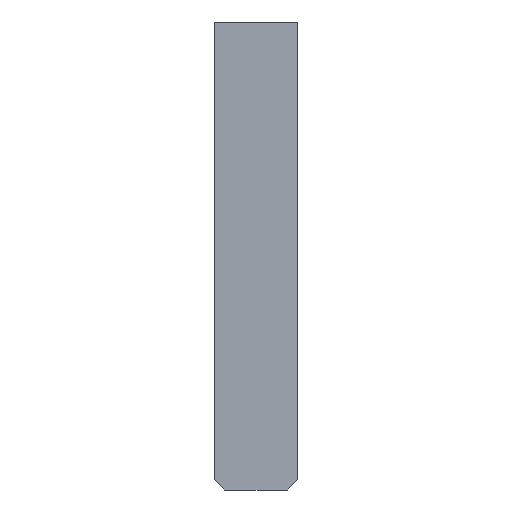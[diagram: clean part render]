
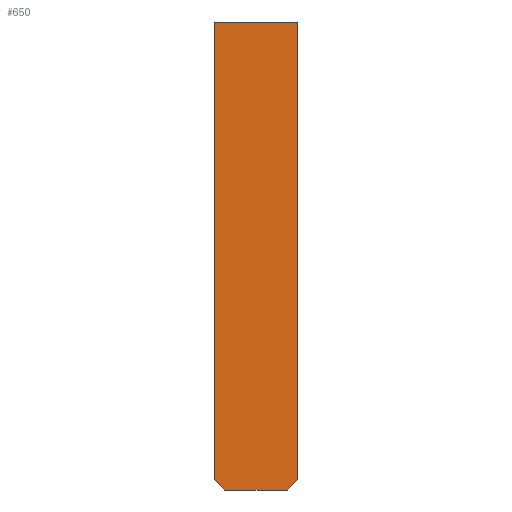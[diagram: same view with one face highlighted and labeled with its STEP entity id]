
A CAD part, left-side view. The second image highlights one B-rep face of the part: STEP entity #650.
In plain terms, the highlighted planar face has unit normal (-1, 0, 0).
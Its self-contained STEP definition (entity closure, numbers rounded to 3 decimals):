
#2 = EDGE_CURVE ( 'NONE', #392, #323, #1046, .T. ) ;
#13 = VECTOR ( 'NONE', #445, 1000. ) ;
#43 = CARTESIAN_POINT ( 'NONE',  ( -30., 8., -22.5 ) ) ;
#64 = DIRECTION ( 'NONE',  ( 0., 0., -1. ) ) ;
#68 = LINE ( 'NONE', #552, #123 ) ;
#85 = CARTESIAN_POINT ( 'NONE',  ( -30., 8., 22.5 ) ) ;
#90 = VERTEX_POINT ( 'NONE', #669 ) ;
#99 = VERTEX_POINT ( 'NONE', #108 ) ;
#108 = CARTESIAN_POINT ( 'NONE',  ( -30., 0., -21.5 ) ) ;
#112 = ORIENTED_EDGE ( 'NONE', *, *, #1187, .T. ) ;
#123 = VECTOR ( 'NONE', #929, 1000. ) ;
#137 = CARTESIAN_POINT ( 'NONE',  ( -30., 7., -22.5 ) ) ;
#156 = VECTOR ( 'NONE', #1218, 1000. ) ;
#175 = ORIENTED_EDGE ( 'NONE', *, *, #1115, .F. ) ;
#221 = VERTEX_POINT ( 'NONE', #981 ) ;
#222 = ORIENTED_EDGE ( 'NONE', *, *, #2, .T. ) ;
#242 = DIRECTION ( 'NONE',  ( 0., -1., 0. ) ) ;
#250 = CARTESIAN_POINT ( 'NONE',  ( -30., 8., -21.5 ) ) ;
#268 = CARTESIAN_POINT ( 'NONE',  ( -30., 1., -22.5 ) ) ;
#296 = LINE ( 'NONE', #85, #1024 ) ;
#319 = EDGE_CURVE ( 'NONE', #323, #221, #614, .T. ) ;
#323 = VERTEX_POINT ( 'NONE', #137 ) ;
#390 = ORIENTED_EDGE ( 'NONE', *, *, #668, .T. ) ;
#392 = VERTEX_POINT ( 'NONE', #250 ) ;
#445 = DIRECTION ( 'NONE',  ( 0., -0.707, 0.707 ) ) ;
#450 = LINE ( 'NONE', #268, #13 ) ;
#463 = EDGE_CURVE ( 'NONE', #875, #90, #296, .T. ) ;
#466 = CARTESIAN_POINT ( 'NONE',  ( -30., 8., -22.5 ) ) ;
#467 = DIRECTION ( 'NONE',  ( 0., -1., 0. ) ) ;
#520 = VECTOR ( 'NONE', #242, 1000. ) ;
#548 = DIRECTION ( 'NONE',  ( 1., 0., 0. ) ) ;
#552 = CARTESIAN_POINT ( 'NONE',  ( -30., 0., -22.5 ) ) ;
#614 = LINE ( 'NONE', #43, #520 ) ;
#650 = ADVANCED_FACE ( 'NONE', ( #1011 ), #742, .F. ) ;
#668 = EDGE_CURVE ( 'NONE', #221, #99, #450, .T. ) ;
#669 = CARTESIAN_POINT ( 'NONE',  ( -30., 0., 22.5 ) ) ;
#742 = PLANE ( 'NONE',  #1101 ) ;
#755 = ORIENTED_EDGE ( 'NONE', *, *, #463, .F. ) ;
#772 = ORIENTED_EDGE ( 'NONE', *, *, #319, .T. ) ;
#838 = CARTESIAN_POINT ( 'NONE',  ( -30., 8., -21.5 ) ) ;
#875 = VERTEX_POINT ( 'NONE', #922 ) ;
#921 = CARTESIAN_POINT ( 'NONE',  ( -30., 8., -22.5 ) ) ;
#922 = CARTESIAN_POINT ( 'NONE',  ( -30., 8., 22.5 ) ) ;
#929 = DIRECTION ( 'NONE',  ( 0., 0., 1. ) ) ;
#940 = LINE ( 'NONE', #466, #156 ) ;
#942 = VECTOR ( 'NONE', #1216, 1000. ) ;
#981 = CARTESIAN_POINT ( 'NONE',  ( -30., 1., -22.5 ) ) ;
#1011 = FACE_OUTER_BOUND ( 'NONE', #1228, .T. ) ;
#1024 = VECTOR ( 'NONE', #467, 1000. ) ;
#1046 = LINE ( 'NONE', #838, #942 ) ;
#1101 = AXIS2_PLACEMENT_3D ( 'NONE', #921, #548, #64 ) ;
#1115 = EDGE_CURVE ( 'NONE', #392, #875, #940, .T. ) ;
#1187 = EDGE_CURVE ( 'NONE', #99, #90, #68, .T. ) ;
#1216 = DIRECTION ( 'NONE',  ( 0., -0.707, -0.707 ) ) ;
#1218 = DIRECTION ( 'NONE',  ( 0., 0., 1. ) ) ;
#1228 = EDGE_LOOP ( 'NONE', ( #772, #390, #112, #755, #175, #222 ) ) ;
